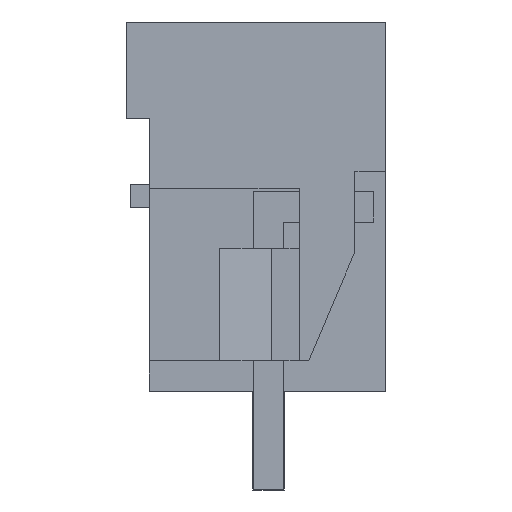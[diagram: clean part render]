
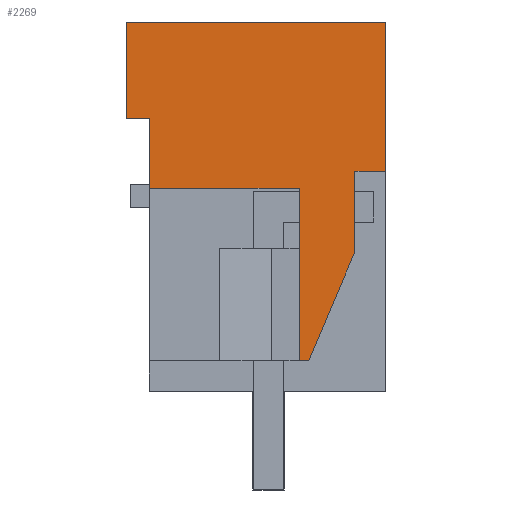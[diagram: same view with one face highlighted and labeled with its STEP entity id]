
A CAD part, left-side view. The second image highlights one B-rep face of the part: STEP entity #2269.
In plain terms, the highlighted planar face has unit normal (-1, 0, 0).
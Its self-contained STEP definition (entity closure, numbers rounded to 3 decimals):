
#2202=AXIS2_PLACEMENT_3D('Plane Axis2P3D',#2199,#2200,#2201) ;
#403=CARTESIAN_POINT('Vertex',(0.,7.68,9.8)) ;
#406=CARTESIAN_POINT('Line Origine',(0.,7.68,10.94)) ;
#410=CARTESIAN_POINT('Vertex',(0.,7.68,12.08)) ;
#2031=CARTESIAN_POINT('Vertex',(0.,2.501,4.2)) ;
#2034=CARTESIAN_POINT('Line Origine',(0.,2.655,4.2)) ;
#2038=CARTESIAN_POINT('Vertex',(0.,2.81,4.2)) ;
#2184=CARTESIAN_POINT('Vertex',(0.,2.81,9.8)) ;
#2187=CARTESIAN_POINT('Line Origine',(0.,5.245,9.8)) ;
#2199=CARTESIAN_POINT('Axis2P3D Location',(0.,8.43,1.7)) ;
#2204=CARTESIAN_POINT('Line Origine',(0.,1.752,5.968)) ;
#2208=CARTESIAN_POINT('Vertex',(0.,1.003,7.735)) ;
#2211=CARTESIAN_POINT('Line Origine',(0.,1.003,9.041)) ;
#2215=CARTESIAN_POINT('Vertex',(0.,1.003,10.346)) ;
#2218=CARTESIAN_POINT('Line Origine',(0.,0.501,10.346)) ;
#2222=CARTESIAN_POINT('Vertex',(0.,0.,10.346)) ;
#2225=CARTESIAN_POINT('Line Origine',(0.,0.,12.773)) ;
#2229=CARTESIAN_POINT('Vertex',(0.,0.,15.2)) ;
#2232=CARTESIAN_POINT('Line Origine',(0.,4.215,15.2)) ;
#2236=CARTESIAN_POINT('Vertex',(0.,8.43,15.2)) ;
#2239=CARTESIAN_POINT('Line Origine',(0.,8.43,13.64)) ;
#2243=CARTESIAN_POINT('Vertex',(0.,8.43,12.08)) ;
#2246=CARTESIAN_POINT('Line Origine',(0.,8.055,12.08)) ;
#2251=CARTESIAN_POINT('Line Origine',(0.,2.81,7.)) ;
#407=DIRECTION('Vector Direction',(0.,0.,-1.)) ;
#2035=DIRECTION('Vector Direction',(0.,1.,0.)) ;
#2188=DIRECTION('Vector Direction',(0.,1.,0.)) ;
#2200=DIRECTION('Axis2P3D Direction',(-1.,0.,0.)) ;
#2201=DIRECTION('Axis2P3D XDirection',(0.,1.,0.)) ;
#2205=DIRECTION('Vector Direction',(0.,0.39,-0.921)) ;
#2212=DIRECTION('Vector Direction',(0.,0.,-1.)) ;
#2219=DIRECTION('Vector Direction',(0.,1.,0.)) ;
#2226=DIRECTION('Vector Direction',(0.,0.,1.)) ;
#2233=DIRECTION('Vector Direction',(0.,1.,0.)) ;
#2240=DIRECTION('Vector Direction',(0.,0.,-1.)) ;
#2247=DIRECTION('Vector Direction',(0.,-1.,0.)) ;
#2252=DIRECTION('Vector Direction',(0.,0.,1.)) ;
#408=VECTOR('Line Direction',#407,1.) ;
#2036=VECTOR('Line Direction',#2035,1.) ;
#2189=VECTOR('Line Direction',#2188,1.) ;
#2206=VECTOR('Line Direction',#2205,1.) ;
#2213=VECTOR('Line Direction',#2212,1.) ;
#2220=VECTOR('Line Direction',#2219,1.) ;
#2227=VECTOR('Line Direction',#2226,1.) ;
#2234=VECTOR('Line Direction',#2233,1.) ;
#2241=VECTOR('Line Direction',#2240,1.) ;
#2248=VECTOR('Line Direction',#2247,1.) ;
#2253=VECTOR('Line Direction',#2252,1.) ;
#2257=ORIENTED_EDGE('',*,*,#2040,.F.) ;
#2258=ORIENTED_EDGE('',*,*,#2210,.F.) ;
#2259=ORIENTED_EDGE('',*,*,#2217,.F.) ;
#2260=ORIENTED_EDGE('',*,*,#2224,.F.) ;
#2261=ORIENTED_EDGE('',*,*,#2231,.T.) ;
#2262=ORIENTED_EDGE('',*,*,#2238,.T.) ;
#2263=ORIENTED_EDGE('',*,*,#2245,.T.) ;
#2264=ORIENTED_EDGE('',*,*,#2250,.T.) ;
#2265=ORIENTED_EDGE('',*,*,#412,.T.) ;
#2266=ORIENTED_EDGE('',*,*,#2191,.F.) ;
#2267=ORIENTED_EDGE('',*,*,#2255,.F.) ;
#2269=ADVANCED_FACE('HOUSING',(#2268),#2203,.T.) ;
#412=EDGE_CURVE('',#411,#404,#409,.T.) ;
#2040=EDGE_CURVE('',#2032,#2039,#2037,.T.) ;
#2191=EDGE_CURVE('',#2185,#404,#2190,.T.) ;
#2210=EDGE_CURVE('',#2209,#2032,#2207,.T.) ;
#2217=EDGE_CURVE('',#2216,#2209,#2214,.T.) ;
#2224=EDGE_CURVE('',#2223,#2216,#2221,.T.) ;
#2231=EDGE_CURVE('',#2223,#2230,#2228,.T.) ;
#2238=EDGE_CURVE('',#2230,#2237,#2235,.T.) ;
#2245=EDGE_CURVE('',#2237,#2244,#2242,.T.) ;
#2250=EDGE_CURVE('',#2244,#411,#2249,.T.) ;
#2255=EDGE_CURVE('',#2039,#2185,#2254,.T.) ;
#2256=EDGE_LOOP('',(#2257,#2258,#2259,#2260,#2261,#2262,#2263,#2264,#2265,#2266,#2267)) ;
#2268=FACE_OUTER_BOUND('',#2256,.T.) ;
#409=LINE('Line',#406,#408) ;
#2037=LINE('Line',#2034,#2036) ;
#2190=LINE('Line',#2187,#2189) ;
#2207=LINE('Line',#2204,#2206) ;
#2214=LINE('Line',#2211,#2213) ;
#2221=LINE('Line',#2218,#2220) ;
#2228=LINE('Line',#2225,#2227) ;
#2235=LINE('Line',#2232,#2234) ;
#2242=LINE('Line',#2239,#2241) ;
#2249=LINE('Line',#2246,#2248) ;
#2254=LINE('Line',#2251,#2253) ;
#2203=PLANE('',#2202) ;
#404=VERTEX_POINT('',#403) ;
#411=VERTEX_POINT('',#410) ;
#2032=VERTEX_POINT('',#2031) ;
#2039=VERTEX_POINT('',#2038) ;
#2185=VERTEX_POINT('',#2184) ;
#2209=VERTEX_POINT('',#2208) ;
#2216=VERTEX_POINT('',#2215) ;
#2223=VERTEX_POINT('',#2222) ;
#2230=VERTEX_POINT('',#2229) ;
#2237=VERTEX_POINT('',#2236) ;
#2244=VERTEX_POINT('',#2243) ;
